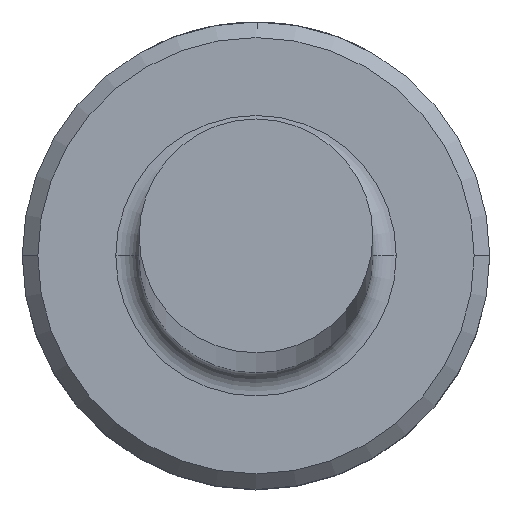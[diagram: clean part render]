
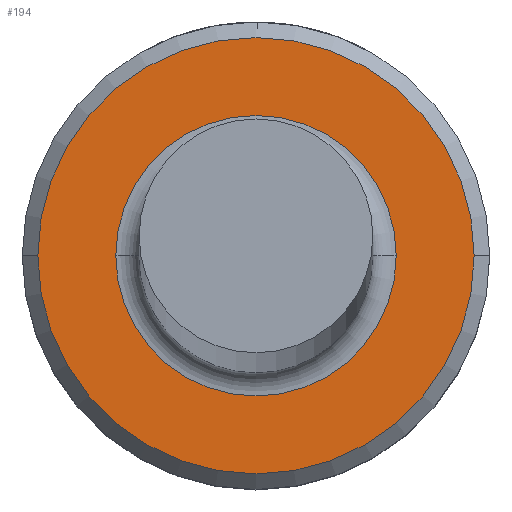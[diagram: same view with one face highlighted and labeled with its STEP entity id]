
A CAD part, top view. The second image highlights one B-rep face of the part: STEP entity #194.
In plain terms, the highlighted planar face has unit normal (0, 0, 1).
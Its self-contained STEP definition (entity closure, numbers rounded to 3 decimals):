
#4 = DIRECTION ( 'NONE',  ( 0., 0., -1. ) ) ;
#17 = CIRCLE ( 'NONE', #773, 2.8 ) ;
#37 = CARTESIAN_POINT ( 'NONE',  ( 0., 0., 4. ) ) ;
#62 = CIRCLE ( 'NONE', #590, 1.8 ) ;
#111 = CIRCLE ( 'NONE', #497, 2.8 ) ;
#114 = DIRECTION ( 'NONE',  ( 1., 0., 0. ) ) ;
#115 = FACE_OUTER_BOUND ( 'NONE', #266, .T. ) ;
#117 = DIRECTION ( 'NONE',  ( 0., 0., 1. ) ) ;
#128 = FACE_BOUND ( 'NONE', #1040, .T. ) ;
#129 = DIRECTION ( 'NONE',  ( 1., 0., 0. ) ) ;
#141 = CARTESIAN_POINT ( 'NONE',  ( 0., 0., 4. ) ) ;
#156 = PLANE ( 'NONE',  #367 ) ;
#194 = ADVANCED_FACE ( 'NONE', ( #115, #128 ), #156, .T. ) ;
#237 = VERTEX_POINT ( 'NONE', #805 ) ;
#247 = DIRECTION ( 'NONE',  ( 0., 0., 1. ) ) ;
#254 = ORIENTED_EDGE ( 'NONE', *, *, #658, .T. ) ;
#261 = CIRCLE ( 'NONE', #643, 1.8 ) ;
#266 = EDGE_LOOP ( 'NONE', ( #333, #1043 ) ) ;
#324 = DIRECTION ( 'NONE',  ( 0., 0., -1. ) ) ;
#333 = ORIENTED_EDGE ( 'NONE', *, *, #656, .T. ) ;
#360 = VERTEX_POINT ( 'NONE', #1085 ) ;
#367 = AXIS2_PLACEMENT_3D ( 'NONE', #141, #117, #114 ) ;
#400 = CARTESIAN_POINT ( 'NONE',  ( 2.8, 0., 4. ) ) ;
#481 = VERTEX_POINT ( 'NONE', #400 ) ;
#497 = AXIS2_PLACEMENT_3D ( 'NONE', #795, #247, #879 ) ;
#563 = CARTESIAN_POINT ( 'NONE',  ( 0., 0., 4. ) ) ;
#590 = AXIS2_PLACEMENT_3D ( 'NONE', #866, #324, #948 ) ;
#643 = AXIS2_PLACEMENT_3D ( 'NONE', #563, #4, #655 ) ;
#651 = ORIENTED_EDGE ( 'NONE', *, *, #896, .T. ) ;
#655 = DIRECTION ( 'NONE',  ( -1., 0., 0. ) ) ;
#656 = EDGE_CURVE ( 'NONE', #747, #481, #17, .T. ) ;
#658 = EDGE_CURVE ( 'NONE', #237, #360, #62, .T. ) ;
#679 = DIRECTION ( 'NONE',  ( 0., 0., 1. ) ) ;
#747 = VERTEX_POINT ( 'NONE', #1063 ) ;
#773 = AXIS2_PLACEMENT_3D ( 'NONE', #37, #679, #129 ) ;
#795 = CARTESIAN_POINT ( 'NONE',  ( 0., 0., 4. ) ) ;
#805 = CARTESIAN_POINT ( 'NONE',  ( 1.8, 0., 4. ) ) ;
#866 = CARTESIAN_POINT ( 'NONE',  ( 0., 0., 4. ) ) ;
#879 = DIRECTION ( 'NONE',  ( 1., 0., 0. ) ) ;
#896 = EDGE_CURVE ( 'NONE', #360, #237, #261, .T. ) ;
#948 = DIRECTION ( 'NONE',  ( -1., 0., 0. ) ) ;
#1040 = EDGE_LOOP ( 'NONE', ( #651, #254 ) ) ;
#1043 = ORIENTED_EDGE ( 'NONE', *, *, #1136, .T. ) ;
#1063 = CARTESIAN_POINT ( 'NONE',  ( -2.8, 0., 4. ) ) ;
#1085 = CARTESIAN_POINT ( 'NONE',  ( -1.8, 0., 4. ) ) ;
#1136 = EDGE_CURVE ( 'NONE', #481, #747, #111, .T. ) ;
